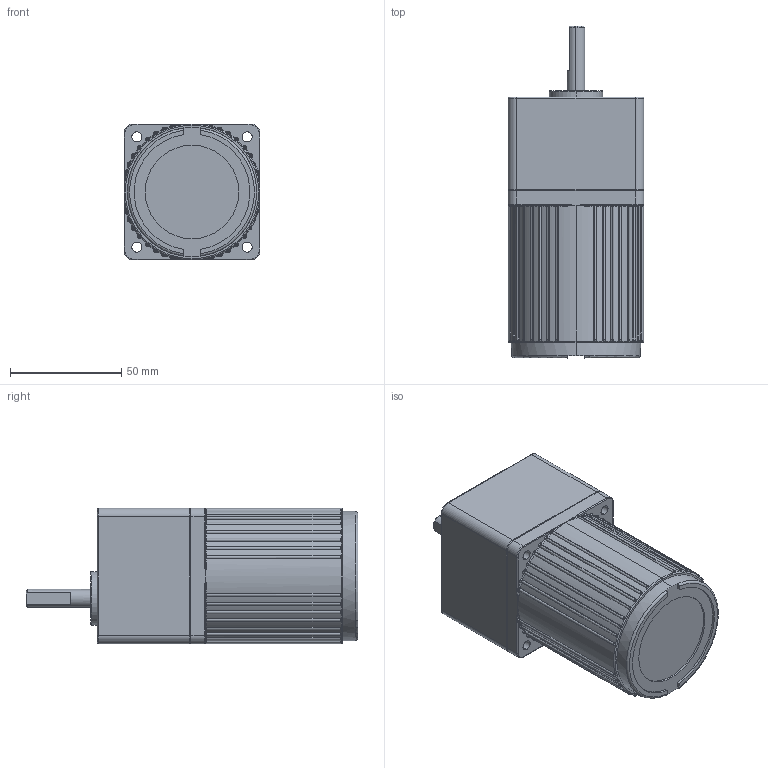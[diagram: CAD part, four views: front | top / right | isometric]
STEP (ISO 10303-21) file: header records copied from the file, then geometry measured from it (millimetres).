
FILE_DESCRIPTION (( 'STEP AP203' ), '1' );
FILE_NAME ('2IK6+2GN18-250K.STEP', '2020-01-07T03:04:27', ( 'Sky123.Org' ), ( 'Sky123.Org' ), 'SwSTEP 2.0', 'SolidWorks 2014', '' );
FILE_SCHEMA (( 'CONFIG_CONTROL_DESIGN' ));
Length unit declared in the file: millimetre
Products named in the file (3): 2IK6A; 2GN18-250K; 2IK6+2GN18-250K
Assembly tree (2 placements, depth 2):
  2IK6+2GN18-250K
    2IK6A
    2GN18-250K
Bounding box: 61 x 149 x 61 mm (x, y, z)
Volume: 372177.5 mm3; surface area: 45801.3 mm2
Topology: 2 solids, 2 shells, 450 faces, 1091 edges, 635 vertices
Faces by surface type: torus 161, cylinder 142, plane 75, bspline 51, cone 19, sphere 2
Entity records: 14806 total; most frequent: CARTESIAN_POINT 4241, DIRECTION 2290, ORIENTED_EDGE 2146, EDGE_CURVE 1073, AXIS2_PLACEMENT_3D 1036, VERTEX_POINT 635, CIRCLE 632, EDGE_LOOP 474
